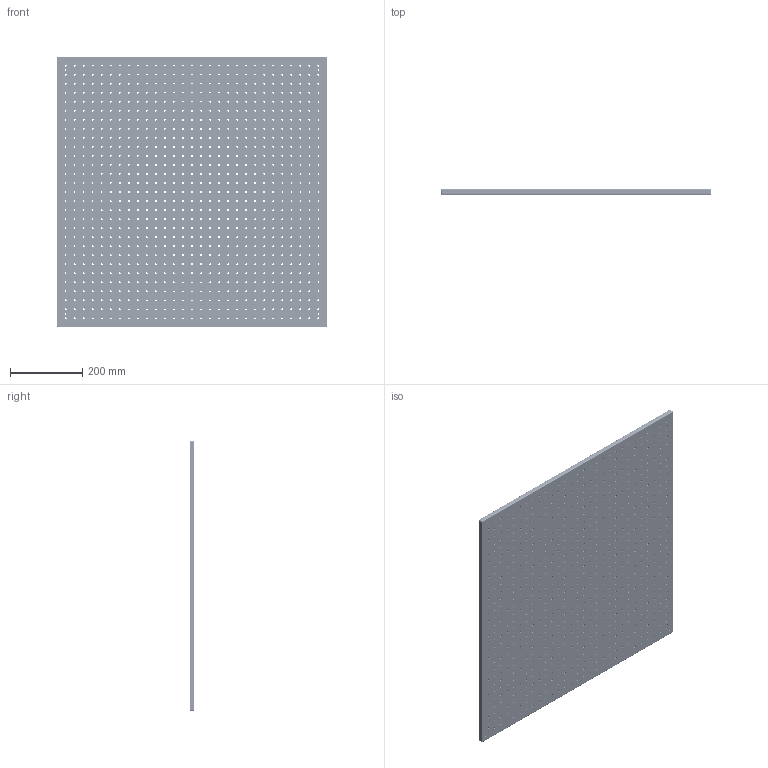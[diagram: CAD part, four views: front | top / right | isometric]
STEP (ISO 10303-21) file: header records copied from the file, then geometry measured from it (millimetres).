
FILE_DESCRIPTION (( 'STEP AP214' ), '1' );
FILE_NAME ('BR7575-1M.STEP', '2019-04-17T01:07:45', ( '' ), ( '' ), 'SwSTEP 2.0', 'SolidWorks 2016', '' );
FILE_SCHEMA (( 'AUTOMOTIVE_DESIGN' ));
Length unit declared in the file: millimetre
Products named in the file (2): U-F1-BR7575-1M-D0; BR7575-1M
Assembly tree (1 placements, depth 2):
  BR7575-1M
    U-F1-BR7575-1M-D0
Bounding box: 750 x 13 x 750 mm (x, y, z)
Volume: 7090544.6 mm3; surface area: 1298687.5 mm2
Topology: 1 solids, 1 shells, 1736 faces, 5174 edges, 3444 vertices
Faces by surface type: cylinder 1718, plane 10, torus 8
Entity records: 63916 total; most frequent: DIRECTION 12098, CARTESIAN_POINT 10358, ORIENTED_EDGE 10348, AXIS2_PLACEMENT_3D 5184, EDGE_CURVE 5174, CIRCLE 3444, VERTEX_POINT 3444, EDGE_LOOP 3438
